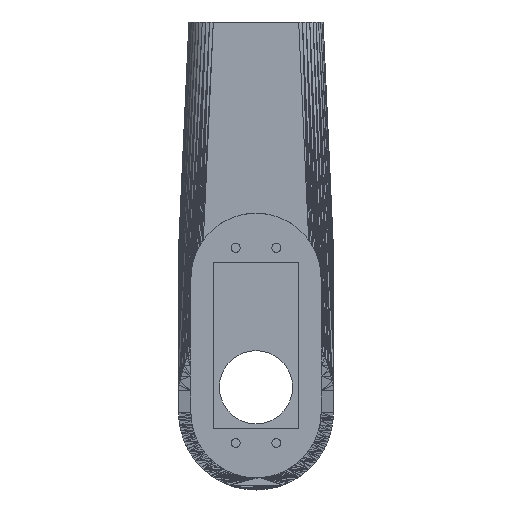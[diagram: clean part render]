
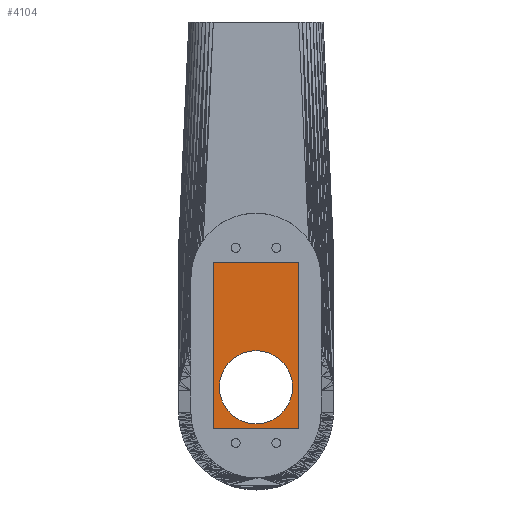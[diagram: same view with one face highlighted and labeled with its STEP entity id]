
A CAD part, top view. The second image highlights one B-rep face of the part: STEP entity #4104.
In plain terms, the highlighted planar face has unit normal (0, 0, 1).
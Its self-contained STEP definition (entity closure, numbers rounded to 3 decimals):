
#969 = CARTESIAN_POINT ( 'NONE',  ( 10.287, 25.25, 8.378 ) ) ;
#1240 = DIRECTION ( 'NONE',  ( 0., 0., 1. ) ) ;
#1430 = DIRECTION ( 'NONE',  ( 1., 0., 0. ) ) ;
#1791 = CARTESIAN_POINT ( 'NONE',  ( 8.787, 56., 8.378 ) ) ;
#2801 = ORIENTED_EDGE ( 'NONE', *, *, #34218, .T. ) ;
#3196 = ORIENTED_EDGE ( 'NONE', *, *, #21017, .T. ) ;
#4104 = ADVANCED_FACE ( 'NONE', ( #15659, #30406 ), #33108, .T. ) ;
#4180 = CARTESIAN_POINT ( 'NONE',  ( 0., 0., 8.378 ) ) ;
#4342 = VERTEX_POINT ( 'NONE', #26145 ) ;
#4586 = CARTESIAN_POINT ( 'NONE',  ( 8.787, 56., 8.378 ) ) ;
#5200 = VERTEX_POINT ( 'NONE', #34318 ) ;
#6305 = EDGE_CURVE ( 'NONE', #34594, #4342, #15762, .T. ) ;
#6997 = CARTESIAN_POINT ( 'NONE',  ( 19.287, 25.25, 8.378 ) ) ;
#8029 = CARTESIAN_POINT ( 'NONE',  ( 29.787, 15., 8.378 ) ) ;
#9653 = ORIENTED_EDGE ( 'NONE', *, *, #6305, .T. ) ;
#10040 = DIRECTION ( 'NONE',  ( 0., -1., 0. ) ) ;
#10051 = DIRECTION ( 'NONE',  ( 1., 0., 0. ) ) ;
#10309 = DIRECTION ( 'NONE',  ( 1., 0., 0. ) ) ;
#12349 = LINE ( 'NONE', #18096, #26295 ) ;
#13274 = CARTESIAN_POINT ( 'NONE',  ( 8.787, 15., 8.378 ) ) ;
#14092 = AXIS2_PLACEMENT_3D ( 'NONE', #6997, #1240, #10051 ) ;
#15659 = FACE_BOUND ( 'NONE', #15891, .T. ) ;
#15762 = LINE ( 'NONE', #1791, #20053 ) ;
#15891 = EDGE_LOOP ( 'NONE', ( #17589, #19503 ) ) ;
#16302 = LINE ( 'NONE', #25293, #30990 ) ;
#16485 = CIRCLE ( 'NONE', #26862, 9. ) ;
#16951 = DIRECTION ( 'NONE',  ( 1., 0., 0. ) ) ;
#17589 = ORIENTED_EDGE ( 'NONE', *, *, #29150, .F. ) ;
#18096 = CARTESIAN_POINT ( 'NONE',  ( 29.787, 15., 8.378 ) ) ;
#19503 = ORIENTED_EDGE ( 'NONE', *, *, #19657, .F. ) ;
#19538 = VECTOR ( 'NONE', #1430, 1000. ) ;
#19657 = EDGE_CURVE ( 'NONE', #5200, #35633, #16485, .T. ) ;
#20053 = VECTOR ( 'NONE', #10040, 1000. ) ;
#20280 = VERTEX_POINT ( 'NONE', #27917 ) ;
#20336 = VERTEX_POINT ( 'NONE', #8029 ) ;
#21017 = EDGE_CURVE ( 'NONE', #4342, #20336, #21342, .T. ) ;
#21342 = LINE ( 'NONE', #13274, #19538 ) ;
#22084 = EDGE_CURVE ( 'NONE', #20336, #20280, #12349, .T. ) ;
#25293 = CARTESIAN_POINT ( 'NONE',  ( 29.787, 56., 8.378 ) ) ;
#26145 = CARTESIAN_POINT ( 'NONE',  ( 8.787, 15., 8.378 ) ) ;
#26295 = VECTOR ( 'NONE', #27651, 1000. ) ;
#26862 = AXIS2_PLACEMENT_3D ( 'NONE', #31689, #28813, #16951 ) ;
#27651 = DIRECTION ( 'NONE',  ( 0., 1., 0. ) ) ;
#27917 = CARTESIAN_POINT ( 'NONE',  ( 29.787, 56., 8.378 ) ) ;
#28813 = DIRECTION ( 'NONE',  ( 0., 0., 1. ) ) ;
#29150 = EDGE_CURVE ( 'NONE', #35633, #5200, #29376, .T. ) ;
#29306 = ORIENTED_EDGE ( 'NONE', *, *, #22084, .T. ) ;
#29376 = CIRCLE ( 'NONE', #14092, 9. ) ;
#30406 = FACE_OUTER_BOUND ( 'NONE', #35927, .T. ) ;
#30990 = VECTOR ( 'NONE', #33358, 1000. ) ;
#31689 = CARTESIAN_POINT ( 'NONE',  ( 19.287, 25.25, 8.378 ) ) ;
#33108 = PLANE ( 'NONE',  #33383 ) ;
#33358 = DIRECTION ( 'NONE',  ( -1., 0., 0. ) ) ;
#33383 = AXIS2_PLACEMENT_3D ( 'NONE', #4180, #35959, #10309 ) ;
#34218 = EDGE_CURVE ( 'NONE', #20280, #34594, #16302, .T. ) ;
#34318 = CARTESIAN_POINT ( 'NONE',  ( 28.287, 25.25, 8.378 ) ) ;
#34594 = VERTEX_POINT ( 'NONE', #4586 ) ;
#35633 = VERTEX_POINT ( 'NONE', #969 ) ;
#35927 = EDGE_LOOP ( 'NONE', ( #29306, #2801, #9653, #3196 ) ) ;
#35959 = DIRECTION ( 'NONE',  ( 0., 0., 1. ) ) ;
